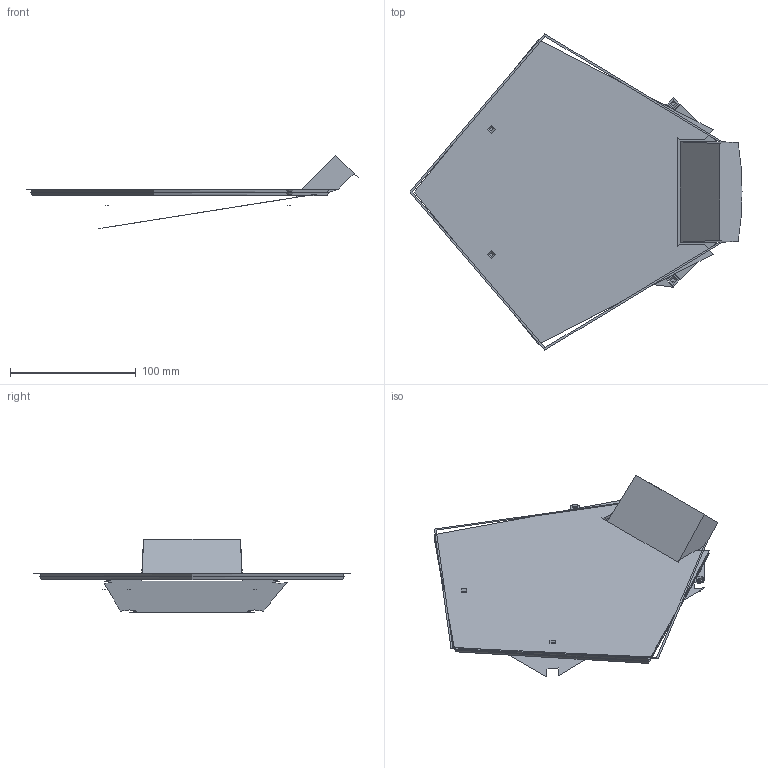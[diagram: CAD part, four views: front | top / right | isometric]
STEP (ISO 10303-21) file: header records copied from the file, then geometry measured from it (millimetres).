
FILE_DESCRIPTION( ( 'Unknown' ), '1' );
FILE_NAME( 'OLO SITO.stp', 'Unknown', ( 'Unknown' ), ( 'Unknown' ), 'XStep 1.0', 'Unknown', ' ' );
FILE_SCHEMA( ( 'automotive_design' ) );
Length unit declared in the file: millimetre
Products named in the file (3): Assem1; OLO SITO; COPERTURA OLO SITO
Bounding box: 264.32 x 251.98 x 58.28 mm (x, y, z)
Volume: 463189.9 mm3; surface area: 241151.2 mm2
Topology: 4 solids, 4 shells, 126 faces, 208 edges, 158 vertices
Faces by surface type: plane 40, cylinder 28, bspline 28, cone 22, offset 4, extrusion 4
Full cylindrical faces by diameter (mm): 2.459 x16, 3.5 x8
Entity records: 13245 total; most frequent: CARTESIAN_POINT 11710, DIRECTION 201, ORIENTED_EDGE 192, EDGE_LOOP 115, EDGE_CURVE 96, AXIS2_PLACEMENT_3D 91, FACE_OUTER_BOUND 88, VERTEX_POINT 79
